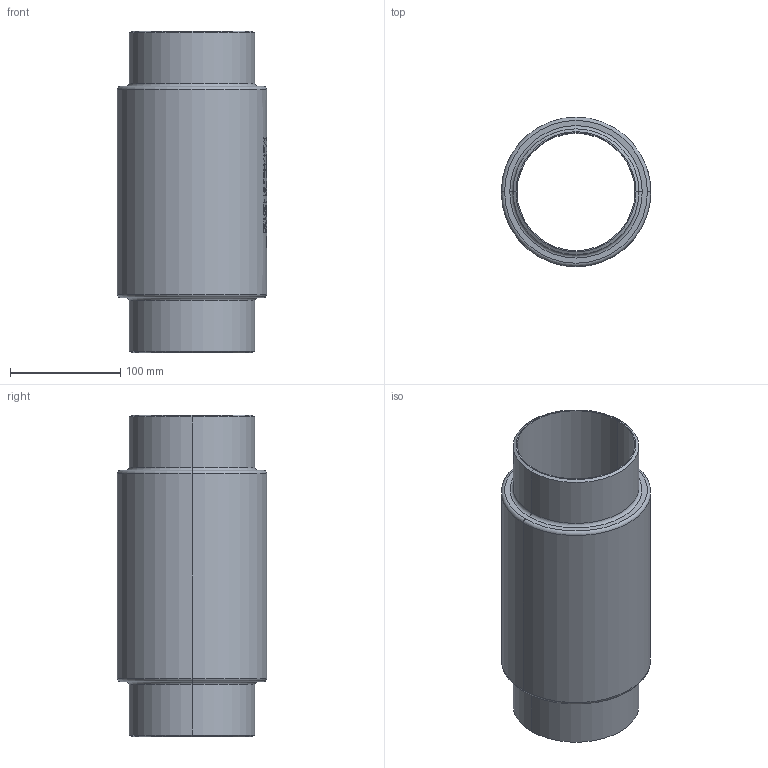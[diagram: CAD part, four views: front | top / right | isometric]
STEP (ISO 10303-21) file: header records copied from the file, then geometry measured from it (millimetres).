
FILE_DESCRIPTION (( 'STEP AP214' ), '1' );
FILE_NAME ('7110000_DN100_ PN06_51420120.STEP', '2022-03-07T10:44:47', ( 'axxx' ), ( 'Hewlett-Packard Company' ), 'SwSTEP 2.0', 'SolidWorks 2019', '' );
FILE_SCHEMA (( 'AUTOMOTIVE_DESIGN' ));
Length unit declared in the file: millimetre
Products named in the file (1): 7110000_DN100_ PN06_51420120
Bounding box: 135.8 x 135.8 x 292 mm (x, y, z)
Volume: 1172901.7 mm3; surface area: 229293.4 mm2
Topology: 1 solids, 1 shells, 488 faces, 1251 edges, 830 vertices
Faces by surface type: plane 235, bspline 212, cylinder 29, torus 8, cone 4
Entity records: 28076 total; most frequent: CARTESIAN_POINT 17662, ORIENTED_EDGE 2502, DIRECTION 1436, EDGE_CURVE 1251, VERTEX_POINT 830, VECTOR 688, LINE 688, EDGE_LOOP 555
